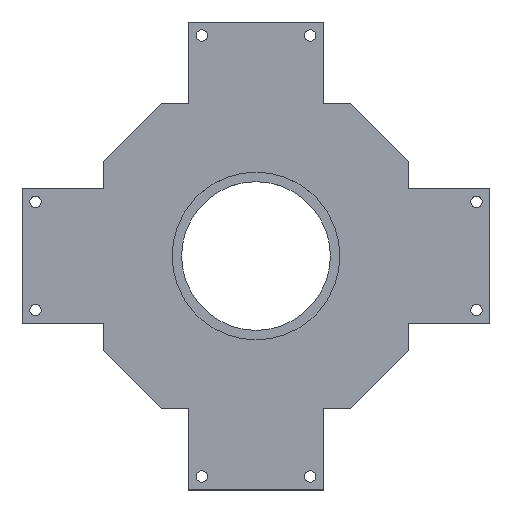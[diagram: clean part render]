
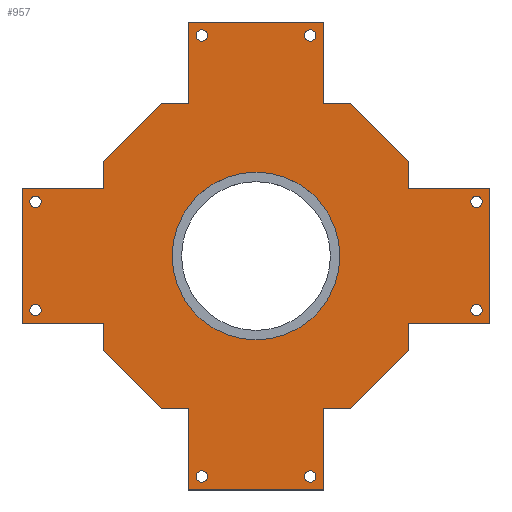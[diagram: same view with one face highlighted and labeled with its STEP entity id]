
A CAD part, top view. The second image highlights one B-rep face of the part: STEP entity #957.
In plain terms, the highlighted planar face has unit normal (0, 0, 1).
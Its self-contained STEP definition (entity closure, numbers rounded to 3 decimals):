
#24=FACE_BOUND('',#191,.T.);
#25=FACE_BOUND('',#192,.T.);
#26=FACE_BOUND('',#193,.T.);
#27=FACE_BOUND('',#194,.T.);
#28=FACE_BOUND('',#195,.T.);
#29=FACE_BOUND('',#196,.T.);
#30=FACE_BOUND('',#197,.T.);
#31=FACE_BOUND('',#198,.T.);
#32=FACE_BOUND('',#199,.T.);
#75=PLANE('',#1069);
#128=FACE_OUTER_BOUND('',#190,.T.);
#190=EDGE_LOOP('',(#822,#823,#824,#825,#826,#827,#828,#829,#830,#831,#832,
#833,#834,#835,#836,#837,#838,#839,#840,#841,#842,#843,#844,#845));
#191=EDGE_LOOP('',(#846));
#192=EDGE_LOOP('',(#847));
#193=EDGE_LOOP('',(#848));
#194=EDGE_LOOP('',(#849));
#195=EDGE_LOOP('',(#850));
#196=EDGE_LOOP('',(#851));
#197=EDGE_LOOP('',(#852));
#198=EDGE_LOOP('',(#853));
#199=EDGE_LOOP('',(#854));
#221=LINE('',#1414,#311);
#227=LINE('',#1435,#317);
#233=LINE('',#1456,#323);
#241=LINE('',#1489,#331);
#246=LINE('',#1502,#336);
#249=LINE('',#1506,#339);
#251=LINE('',#1511,#341);
#254=LINE('',#1517,#344);
#257=LINE('',#1523,#347);
#260=LINE('',#1529,#350);
#263=LINE('',#1533,#353);
#265=LINE('',#1538,#355);
#268=LINE('',#1544,#358);
#271=LINE('',#1550,#361);
#274=LINE('',#1556,#364);
#277=LINE('',#1560,#367);
#279=LINE('',#1565,#369);
#282=LINE('',#1571,#372);
#285=LINE('',#1577,#375);
#288=LINE('',#1583,#378);
#291=LINE('',#1587,#381);
#293=LINE('',#1592,#383);
#296=LINE('',#1598,#386);
#299=LINE('',#1602,#389);
#311=VECTOR('',#1160,10.);
#317=VECTOR('',#1180,10.);
#323=VECTOR('',#1200,10.);
#331=VECTOR('',#1234,10.);
#336=VECTOR('',#1245,10.);
#339=VECTOR('',#1250,10.);
#341=VECTOR('',#1254,10.);
#344=VECTOR('',#1259,10.);
#347=VECTOR('',#1264,10.);
#350=VECTOR('',#1269,10.);
#353=VECTOR('',#1274,10.);
#355=VECTOR('',#1278,10.);
#358=VECTOR('',#1283,10.);
#361=VECTOR('',#1288,10.);
#364=VECTOR('',#1293,10.);
#367=VECTOR('',#1298,10.);
#369=VECTOR('',#1302,10.);
#372=VECTOR('',#1307,10.);
#375=VECTOR('',#1312,10.);
#378=VECTOR('',#1317,10.);
#381=VECTOR('',#1322,10.);
#383=VECTOR('',#1326,10.);
#386=VECTOR('',#1331,10.);
#389=VECTOR('',#1336,10.);
#410=CIRCLE('',#1022,2.1);
#412=CIRCLE('',#1025,2.1);
#414=CIRCLE('',#1029,2.1);
#416=CIRCLE('',#1032,2.1);
#418=CIRCLE('',#1036,2.1);
#420=CIRCLE('',#1039,2.1);
#422=CIRCLE('',#1042,2.1);
#424=CIRCLE('',#1045,2.1);
#425=CIRCLE('',#1048,31.);
#447=VERTEX_POINT('',#1411);
#448=VERTEX_POINT('',#1413);
#450=VERTEX_POINT('',#1419);
#452=VERTEX_POINT('',#1425);
#455=VERTEX_POINT('',#1432);
#456=VERTEX_POINT('',#1434);
#458=VERTEX_POINT('',#1440);
#460=VERTEX_POINT('',#1446);
#463=VERTEX_POINT('',#1453);
#464=VERTEX_POINT('',#1455);
#466=VERTEX_POINT('',#1461);
#468=VERTEX_POINT('',#1467);
#470=VERTEX_POINT('',#1473);
#472=VERTEX_POINT('',#1479);
#475=VERTEX_POINT('',#1486);
#476=VERTEX_POINT('',#1488);
#477=VERTEX_POINT('',#1492);
#480=VERTEX_POINT('',#1499);
#481=VERTEX_POINT('',#1501);
#483=VERTEX_POINT('',#1510);
#485=VERTEX_POINT('',#1516);
#487=VERTEX_POINT('',#1522);
#489=VERTEX_POINT('',#1528);
#491=VERTEX_POINT('',#1537);
#493=VERTEX_POINT('',#1543);
#495=VERTEX_POINT('',#1549);
#497=VERTEX_POINT('',#1555);
#499=VERTEX_POINT('',#1564);
#501=VERTEX_POINT('',#1570);
#503=VERTEX_POINT('',#1576);
#505=VERTEX_POINT('',#1582);
#507=VERTEX_POINT('',#1591);
#509=VERTEX_POINT('',#1597);
#540=EDGE_CURVE('',#448,#447,#221,.T.);
#544=EDGE_CURVE('',#450,#450,#410,.T.);
#547=EDGE_CURVE('',#452,#452,#412,.T.);
#550=EDGE_CURVE('',#456,#455,#227,.T.);
#554=EDGE_CURVE('',#458,#458,#414,.T.);
#557=EDGE_CURVE('',#460,#460,#416,.T.);
#560=EDGE_CURVE('',#464,#463,#233,.T.);
#564=EDGE_CURVE('',#466,#466,#418,.T.);
#567=EDGE_CURVE('',#468,#468,#420,.T.);
#570=EDGE_CURVE('',#470,#470,#422,.T.);
#573=EDGE_CURVE('',#472,#472,#424,.T.);
#576=EDGE_CURVE('',#476,#475,#241,.T.);
#578=EDGE_CURVE('',#477,#477,#425,.T.);
#582=EDGE_CURVE('',#481,#480,#246,.T.);
#585=EDGE_CURVE('',#455,#481,#249,.T.);
#587=EDGE_CURVE('',#483,#456,#251,.T.);
#590=EDGE_CURVE('',#485,#483,#254,.T.);
#593=EDGE_CURVE('',#487,#485,#257,.T.);
#596=EDGE_CURVE('',#489,#487,#260,.T.);
#599=EDGE_CURVE('',#475,#489,#263,.T.);
#601=EDGE_CURVE('',#491,#476,#265,.T.);
#604=EDGE_CURVE('',#493,#491,#268,.T.);
#607=EDGE_CURVE('',#495,#493,#271,.T.);
#610=EDGE_CURVE('',#497,#495,#274,.T.);
#613=EDGE_CURVE('',#463,#497,#277,.T.);
#615=EDGE_CURVE('',#499,#464,#279,.T.);
#618=EDGE_CURVE('',#501,#499,#282,.T.);
#621=EDGE_CURVE('',#503,#501,#285,.T.);
#624=EDGE_CURVE('',#505,#503,#288,.T.);
#627=EDGE_CURVE('',#447,#505,#291,.T.);
#629=EDGE_CURVE('',#507,#448,#293,.T.);
#632=EDGE_CURVE('',#509,#507,#296,.T.);
#635=EDGE_CURVE('',#480,#509,#299,.T.);
#822=ORIENTED_EDGE('',*,*,#635,.T.);
#823=ORIENTED_EDGE('',*,*,#632,.T.);
#824=ORIENTED_EDGE('',*,*,#629,.T.);
#825=ORIENTED_EDGE('',*,*,#540,.T.);
#826=ORIENTED_EDGE('',*,*,#627,.T.);
#827=ORIENTED_EDGE('',*,*,#624,.T.);
#828=ORIENTED_EDGE('',*,*,#621,.T.);
#829=ORIENTED_EDGE('',*,*,#618,.T.);
#830=ORIENTED_EDGE('',*,*,#615,.T.);
#831=ORIENTED_EDGE('',*,*,#560,.T.);
#832=ORIENTED_EDGE('',*,*,#613,.T.);
#833=ORIENTED_EDGE('',*,*,#610,.T.);
#834=ORIENTED_EDGE('',*,*,#607,.T.);
#835=ORIENTED_EDGE('',*,*,#604,.T.);
#836=ORIENTED_EDGE('',*,*,#601,.T.);
#837=ORIENTED_EDGE('',*,*,#576,.T.);
#838=ORIENTED_EDGE('',*,*,#599,.T.);
#839=ORIENTED_EDGE('',*,*,#596,.T.);
#840=ORIENTED_EDGE('',*,*,#593,.T.);
#841=ORIENTED_EDGE('',*,*,#590,.T.);
#842=ORIENTED_EDGE('',*,*,#587,.T.);
#843=ORIENTED_EDGE('',*,*,#550,.T.);
#844=ORIENTED_EDGE('',*,*,#585,.T.);
#845=ORIENTED_EDGE('',*,*,#582,.T.);
#846=ORIENTED_EDGE('',*,*,#544,.T.);
#847=ORIENTED_EDGE('',*,*,#547,.T.);
#848=ORIENTED_EDGE('',*,*,#557,.T.);
#849=ORIENTED_EDGE('',*,*,#554,.T.);
#850=ORIENTED_EDGE('',*,*,#564,.T.);
#851=ORIENTED_EDGE('',*,*,#567,.T.);
#852=ORIENTED_EDGE('',*,*,#573,.T.);
#853=ORIENTED_EDGE('',*,*,#570,.T.);
#854=ORIENTED_EDGE('',*,*,#578,.T.);
#957=ADVANCED_FACE('',(#128,#24,#25,#26,#27,#28,#29,#30,#31,#32),#75,.T.);
#1022=AXIS2_PLACEMENT_3D('',#1421,#1167,#1168);
#1025=AXIS2_PLACEMENT_3D('',#1427,#1174,#1175);
#1029=AXIS2_PLACEMENT_3D('',#1442,#1187,#1188);
#1032=AXIS2_PLACEMENT_3D('',#1448,#1194,#1195);
#1036=AXIS2_PLACEMENT_3D('',#1463,#1207,#1208);
#1039=AXIS2_PLACEMENT_3D('',#1469,#1214,#1215);
#1042=AXIS2_PLACEMENT_3D('',#1475,#1221,#1222);
#1045=AXIS2_PLACEMENT_3D('',#1481,#1228,#1229);
#1048=AXIS2_PLACEMENT_3D('',#1493,#1238,#1239);
#1069=AXIS2_PLACEMENT_3D('',#1603,#1337,#1338);
#1160=DIRECTION('',(0.,-1.,0.));
#1167=DIRECTION('center_axis',(0.,0.,-1.));
#1168=DIRECTION('ref_axis',(-1.,0.,0.));
#1174=DIRECTION('center_axis',(0.,0.,-1.));
#1175=DIRECTION('ref_axis',(-1.,0.,0.));
#1180=DIRECTION('',(-1.,0.,0.));
#1187=DIRECTION('center_axis',(0.,0.,-1.));
#1188=DIRECTION('ref_axis',(-1.,0.,0.));
#1194=DIRECTION('center_axis',(0.,0.,-1.));
#1195=DIRECTION('ref_axis',(-1.,0.,0.));
#1200=DIRECTION('',(1.,0.,0.));
#1207=DIRECTION('center_axis',(0.,0.,-1.));
#1208=DIRECTION('ref_axis',(-1.,0.,0.));
#1214=DIRECTION('center_axis',(0.,0.,-1.));
#1215=DIRECTION('ref_axis',(-1.,0.,0.));
#1221=DIRECTION('center_axis',(0.,0.,-1.));
#1222=DIRECTION('ref_axis',(-1.,0.,0.));
#1228=DIRECTION('center_axis',(0.,0.,-1.));
#1229=DIRECTION('ref_axis',(-1.,0.,0.));
#1234=DIRECTION('',(0.,1.,0.));
#1238=DIRECTION('center_axis',(0.,0.,-1.));
#1239=DIRECTION('ref_axis',(-1.,0.,0.));
#1245=DIRECTION('',(-1.,0.,0.));
#1250=DIRECTION('',(0.,-1.,0.));
#1254=DIRECTION('',(0.,1.,0.));
#1259=DIRECTION('',(-1.,0.,0.));
#1264=DIRECTION('',(-0.707,0.707,0.));
#1269=DIRECTION('',(0.,1.,0.));
#1274=DIRECTION('',(-1.,0.,0.));
#1278=DIRECTION('',(1.,0.,0.));
#1283=DIRECTION('',(0.,1.,0.));
#1288=DIRECTION('',(0.707,0.707,0.));
#1293=DIRECTION('',(1.,0.,0.));
#1298=DIRECTION('',(0.,1.,0.));
#1302=DIRECTION('',(0.,-1.,0.));
#1307=DIRECTION('',(1.,0.,0.));
#1312=DIRECTION('',(0.707,-0.707,0.));
#1317=DIRECTION('',(0.,-1.,0.));
#1322=DIRECTION('',(1.,0.,0.));
#1326=DIRECTION('',(-1.,0.,0.));
#1331=DIRECTION('',(0.,-1.,0.));
#1336=DIRECTION('',(-0.707,-0.707,0.));
#1337=DIRECTION('center_axis',(0.,0.,1.));
#1338=DIRECTION('ref_axis',(1.,0.,0.));
#1411=CARTESIAN_POINT('',(-86.5,-25.,10.));
#1413=CARTESIAN_POINT('',(-86.5,25.,10.));
#1414=CARTESIAN_POINT('',(-86.5,25.,10.));
#1419=CARTESIAN_POINT('',(-79.4,-20.,10.));
#1421=CARTESIAN_POINT('Origin',(-81.5,-20.,10.));
#1425=CARTESIAN_POINT('',(-79.4,20.,10.));
#1427=CARTESIAN_POINT('Origin',(-81.5,20.,10.));
#1432=CARTESIAN_POINT('',(-25.,86.5,10.));
#1434=CARTESIAN_POINT('',(25.,86.5,10.));
#1435=CARTESIAN_POINT('',(25.,86.5,10.));
#1440=CARTESIAN_POINT('',(22.1,81.5,10.));
#1442=CARTESIAN_POINT('Origin',(20.,81.5,10.));
#1446=CARTESIAN_POINT('',(-17.9,81.5,10.));
#1448=CARTESIAN_POINT('Origin',(-20.,81.5,10.));
#1453=CARTESIAN_POINT('',(25.,-86.5,10.));
#1455=CARTESIAN_POINT('',(-25.,-86.5,10.));
#1456=CARTESIAN_POINT('',(-25.,-86.5,10.));
#1461=CARTESIAN_POINT('',(22.1,-81.5,10.));
#1463=CARTESIAN_POINT('Origin',(20.,-81.5,10.));
#1467=CARTESIAN_POINT('',(-17.9,-81.5,10.));
#1469=CARTESIAN_POINT('Origin',(-20.,-81.5,10.));
#1473=CARTESIAN_POINT('',(83.6,-20.,10.));
#1475=CARTESIAN_POINT('Origin',(81.5,-20.,10.));
#1479=CARTESIAN_POINT('',(83.6,20.,10.));
#1481=CARTESIAN_POINT('Origin',(81.5,20.,10.));
#1486=CARTESIAN_POINT('',(86.5,25.,10.));
#1488=CARTESIAN_POINT('',(86.5,-25.,10.));
#1489=CARTESIAN_POINT('',(86.5,-25.,10.));
#1492=CARTESIAN_POINT('',(31.,0.,10.));
#1493=CARTESIAN_POINT('Origin',(0.,0.,10.));
#1499=CARTESIAN_POINT('',(-35.,56.5,10.));
#1501=CARTESIAN_POINT('',(-25.,56.5,10.));
#1502=CARTESIAN_POINT('',(-25.,56.5,10.));
#1506=CARTESIAN_POINT('',(-25.,86.5,10.));
#1510=CARTESIAN_POINT('',(25.,56.5,10.));
#1511=CARTESIAN_POINT('',(25.,56.5,10.));
#1516=CARTESIAN_POINT('',(35.,56.5,10.));
#1517=CARTESIAN_POINT('',(35.,56.5,10.));
#1522=CARTESIAN_POINT('',(56.5,35.,10.));
#1523=CARTESIAN_POINT('',(56.5,35.,10.));
#1528=CARTESIAN_POINT('',(56.5,25.,10.));
#1529=CARTESIAN_POINT('',(56.5,25.,10.));
#1533=CARTESIAN_POINT('',(86.5,25.,10.));
#1537=CARTESIAN_POINT('',(56.5,-25.,10.));
#1538=CARTESIAN_POINT('',(56.5,-25.,10.));
#1543=CARTESIAN_POINT('',(56.5,-35.,10.));
#1544=CARTESIAN_POINT('',(56.5,-35.,10.));
#1549=CARTESIAN_POINT('',(35.,-56.5,10.));
#1550=CARTESIAN_POINT('',(35.,-56.5,10.));
#1555=CARTESIAN_POINT('',(25.,-56.5,10.));
#1556=CARTESIAN_POINT('',(25.,-56.5,10.));
#1560=CARTESIAN_POINT('',(25.,-86.5,10.));
#1564=CARTESIAN_POINT('',(-25.,-56.5,10.));
#1565=CARTESIAN_POINT('',(-25.,-56.5,10.));
#1570=CARTESIAN_POINT('',(-35.,-56.5,10.));
#1571=CARTESIAN_POINT('',(-35.,-56.5,10.));
#1576=CARTESIAN_POINT('',(-56.5,-35.,10.));
#1577=CARTESIAN_POINT('',(-56.5,-35.,10.));
#1582=CARTESIAN_POINT('',(-56.5,-25.,10.));
#1583=CARTESIAN_POINT('',(-56.5,-25.,10.));
#1587=CARTESIAN_POINT('',(-86.5,-25.,10.));
#1591=CARTESIAN_POINT('',(-56.5,25.,10.));
#1592=CARTESIAN_POINT('',(-56.5,25.,10.));
#1597=CARTESIAN_POINT('',(-56.5,35.,10.));
#1598=CARTESIAN_POINT('',(-56.5,35.,10.));
#1602=CARTESIAN_POINT('',(-35.,56.5,10.));
#1603=CARTESIAN_POINT('Origin',(0.,0.,
10.));
